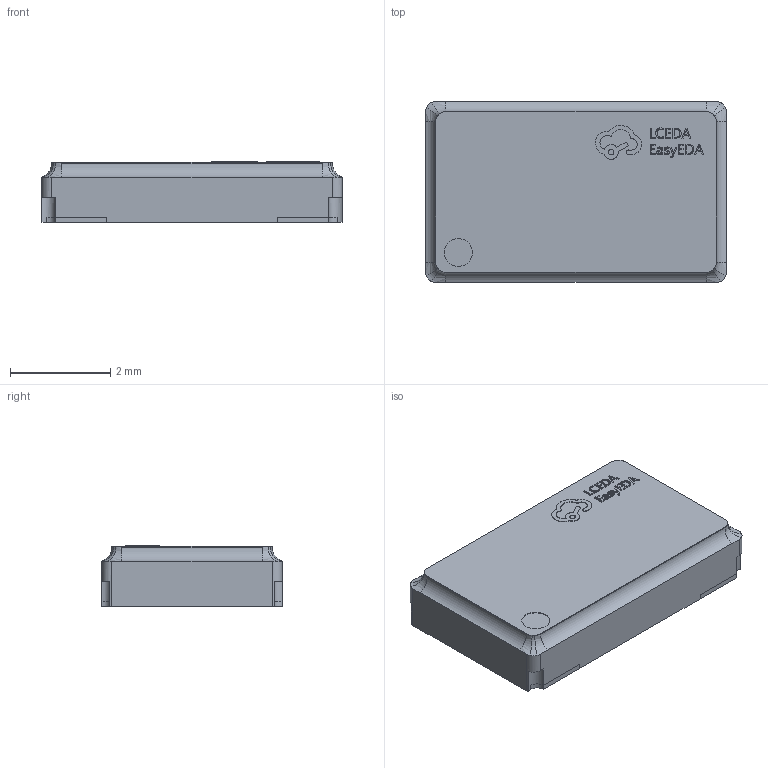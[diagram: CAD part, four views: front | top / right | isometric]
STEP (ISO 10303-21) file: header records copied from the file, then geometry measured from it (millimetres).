
FILE_DESCRIPTION (( 'STEP AP214' ), '1' );
FILE_NAME ('CRYSTAL-SMD_4P-L6.0-W3.6-BL.step', '2022-06-20T11:02:57', ( '' ), ( '' ), 'SwSTEP 2.0', 'SolidWorks 2020', '' );
FILE_SCHEMA (( 'AUTOMOTIVE_DESIGN' ));
Length unit declared in the file: millimetre
Products named in the file (1): CRYSTAL-SMD_4P-L6.0-W3.6-BL
Bounding box: 6 x 3.6 x 1.21 mm (x, y, z)
Volume: 25 mm3; surface area: 76.6 mm2
Topology: 5 solids, 5 shells, 376 faces, 1001 edges, 662 vertices
Faces by surface type: plane 226, bspline 120, cylinder 26, torus 4
Entity records: 16943 total; most frequent: CARTESIAN_POINT 4340, ORIENTED_EDGE 2002, DIRECTION 1327, EDGE_CURVE 1001, LINE 693, VECTOR 693, VERTEX_POINT 662, EDGE_LOOP 403
